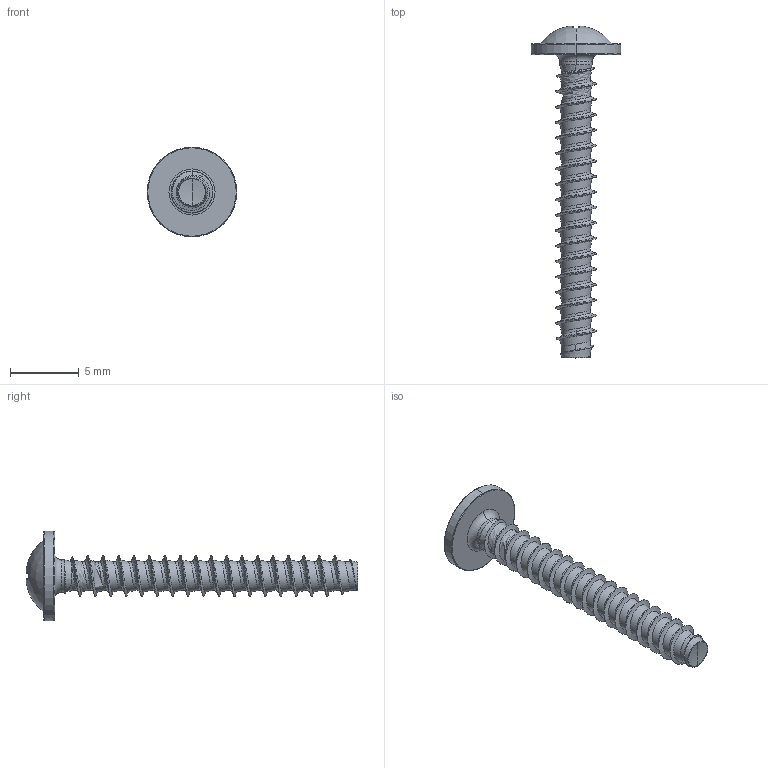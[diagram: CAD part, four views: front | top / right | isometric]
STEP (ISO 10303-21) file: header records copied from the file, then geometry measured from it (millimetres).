
FILE_DESCRIPTION (( 'STEP AP203' ), '1' );
FILE_NAME ('STP310300220.STEP', '2017-08-15T04:21:52', ( '' ), ( '' ), 'SwSTEP 2.0', 'SolidWorks 2015', '' );
FILE_SCHEMA (( 'CONFIG_CONTROL_DESIGN' ));
Products named in the file (1): STP310300220
Bounding box: 6.5 x 24.07 x 6.5 mm (x, y, z)
Volume: 129.6 mm3; surface area: 332.9 mm2
Topology: 1 solids, 1 shells, 203 faces, 477 edges, 277 vertices
Faces by surface type: cylinder 63, bspline 51, torus 30, sphere 28, plane 23, cone 8
Entity records: 33919 total; most frequent: CARTESIAN_POINT 29694, ORIENTED_EDGE 950, DIRECTION 787, EDGE_CURVE 475, AXIS2_PLACEMENT_3D 346, VERTEX_POINT 277, EDGE_LOOP 206, ADVANCED_FACE 203
